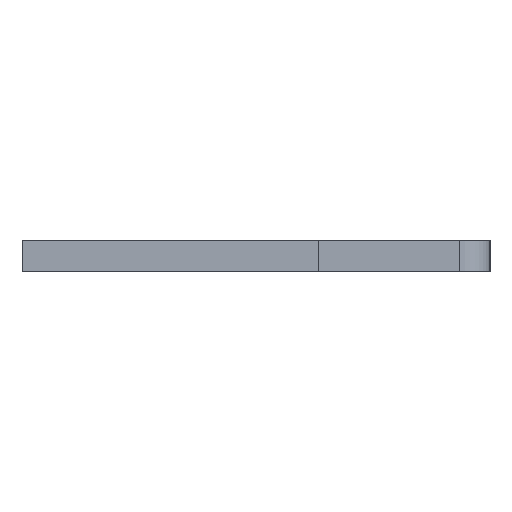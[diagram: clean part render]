
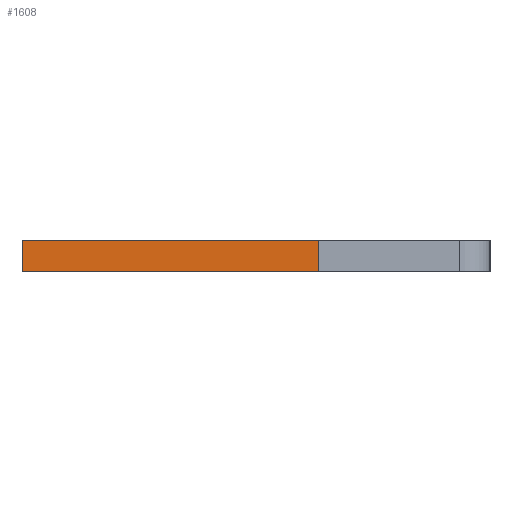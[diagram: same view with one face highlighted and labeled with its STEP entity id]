
A CAD part, left-side view. The second image highlights one B-rep face of the part: STEP entity #1608.
In plain terms, the highlighted face is planar.
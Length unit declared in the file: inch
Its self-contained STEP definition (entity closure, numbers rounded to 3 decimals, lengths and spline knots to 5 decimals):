
#83 = CARTESIAN_POINT ( 'NONE',  ( -0.01, 0.15, -0.04 ) ) ;
#179 = DIRECTION ( 'NONE',  ( -1., 0., 0. ) ) ;
#265 = CARTESIAN_POINT ( 'NONE',  ( 0.01, -0.04, -0.04 ) ) ;
#338 = LINE ( 'NONE', #1592, #1787 ) ;
#388 = VERTEX_POINT ( 'NONE', #1527 ) ;
#665 = AXIS2_PLACEMENT_3D ( 'NONE', #1181, #784, #1333 ) ;
#667 = LINE ( 'NONE', #1055, #1304 ) ;
#697 = ORIENTED_EDGE ( 'NONE', *, *, #1555, .T. ) ;
#715 = VECTOR ( 'NONE', #773, 39.37008 ) ;
#739 = VECTOR ( 'NONE', #1798, 39.37008 ) ;
#761 = CARTESIAN_POINT ( 'NONE',  ( 0.01, 0.15, -0.04 ) ) ;
#773 = DIRECTION ( 'NONE',  ( 0., 1., 0. ) ) ;
#782 = LINE ( 'NONE', #83, #739 ) ;
#784 = DIRECTION ( 'NONE',  ( 0., 0., 1. ) ) ;
#804 = VERTEX_POINT ( 'NONE', #265 ) ;
#890 = DIRECTION ( 'NONE',  ( -1., 0., 0. ) ) ;
#910 = CARTESIAN_POINT ( 'NONE',  ( -0.01, -0.04, -0.04 ) ) ;
#916 = ORIENTED_EDGE ( 'NONE', *, *, #1189, .F. ) ;
#955 = ORIENTED_EDGE ( 'NONE', *, *, #1723, .T. ) ;
#982 = VERTEX_POINT ( 'NONE', #910 ) ;
#1027 = VERTEX_POINT ( 'NONE', #1311 ) ;
#1055 = CARTESIAN_POINT ( 'NONE',  ( 0.01, -0.04, -0.04 ) ) ;
#1181 = CARTESIAN_POINT ( 'NONE',  ( 0.01, 0.15, -0.04 ) ) ;
#1189 = EDGE_CURVE ( 'NONE', #388, #1027, #338, .T. ) ;
#1215 = FACE_OUTER_BOUND ( 'NONE', #1473, .T. ) ;
#1304 = VECTOR ( 'NONE', #179, 39.37008 ) ;
#1311 = CARTESIAN_POINT ( 'NONE',  ( -0.01, 0.15, -0.04 ) ) ;
#1333 = DIRECTION ( 'NONE',  ( 1., 0., 0. ) ) ;
#1356 = EDGE_CURVE ( 'NONE', #804, #388, #1512, .T. ) ;
#1473 = EDGE_LOOP ( 'NONE', ( #955, #916, #1711, #697 ) ) ;
#1512 = LINE ( 'NONE', #761, #715 ) ;
#1527 = CARTESIAN_POINT ( 'NONE',  ( 0.01, 0.15, -0.04 ) ) ;
#1555 = EDGE_CURVE ( 'NONE', #804, #982, #667, .T. ) ;
#1592 = CARTESIAN_POINT ( 'NONE',  ( 0.01, 0.15, -0.04 ) ) ;
#1608 = ADVANCED_FACE ( 'NONE', ( #1215 ), #1622, .F. ) ;
#1622 = PLANE ( 'NONE',  #665 ) ;
#1711 = ORIENTED_EDGE ( 'NONE', *, *, #1356, .F. ) ;
#1723 = EDGE_CURVE ( 'NONE', #982, #1027, #782, .T. ) ;
#1787 = VECTOR ( 'NONE', #890, 39.37008 ) ;
#1798 = DIRECTION ( 'NONE',  ( 0., 1., 0. ) ) ;
